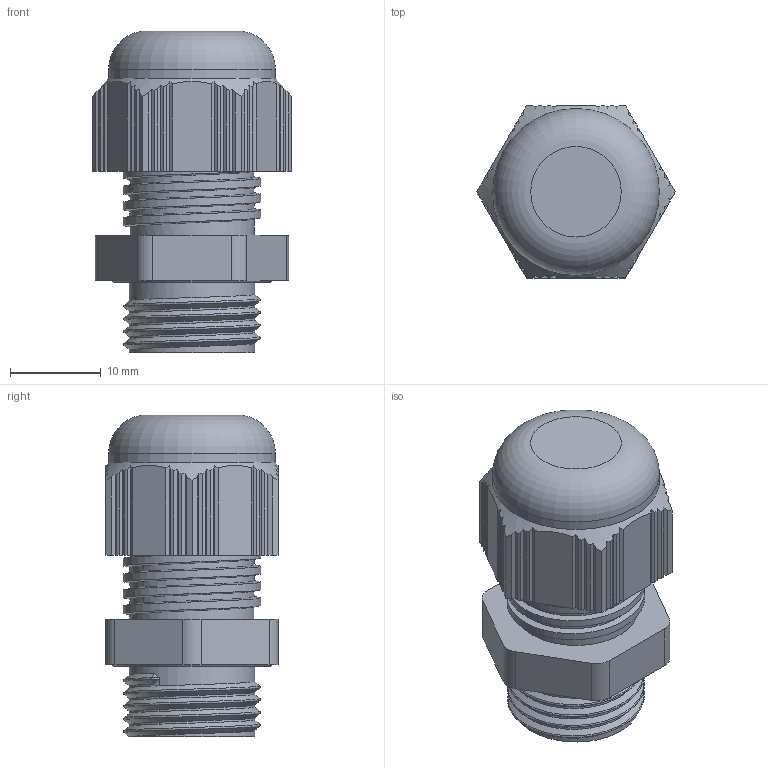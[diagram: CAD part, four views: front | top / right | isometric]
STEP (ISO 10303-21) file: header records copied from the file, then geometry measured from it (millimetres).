
FILE_DESCRIPTION((''),'2;1');
FILE_NAME('BS 02.stp','2012-09-25T16:11:51',('oktay'),(''),'Autodesk Inventor 2013','Autodesk Inventor 2013','');
FILE_SCHEMA(('AUTOMOTIVE_DESIGN { 1 0 10303 214 1 1 1 1 }'));
Length unit declared in the file: millimetre
Products named in the file (1): PG 9 MONTAJ_Shrinkwrap_1
Bounding box: 21.94 x 19 x 35.54 mm (x, y, z)
Volume: 6798.9 mm3; surface area: 3740.8 mm2
Topology: 1 solids, 1 shells, 171 faces, 483 edges, 314 vertices
Faces by surface type: plane 128, cylinder 22, cone 8, torus 8, bspline 5
Full cylindrical faces by diameter (mm): 8.6 x1, 10 x1, 13.7 x4, 13.86 x5, 18.394 x1
Entity records: 6830 total; most frequent: CARTESIAN_POINT 2943, ORIENTED_EDGE 874, DIRECTION 655, EDGE_CURVE 437, VERTEX_POINT 295, VECTOR 257, LINE 257, AXIS2_PLACEMENT_3D 199
